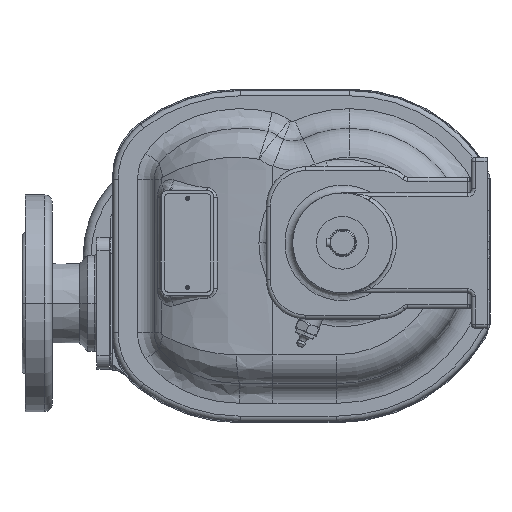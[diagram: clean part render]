
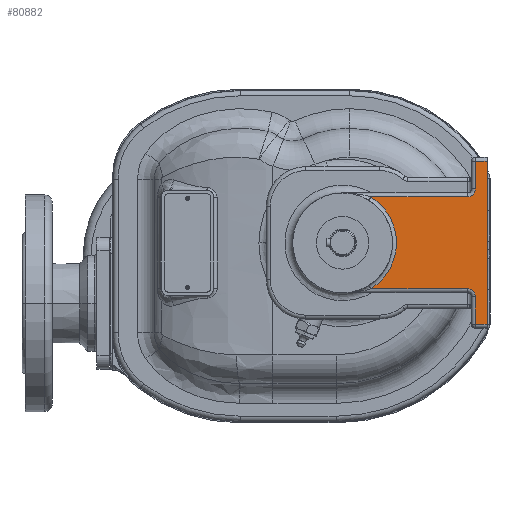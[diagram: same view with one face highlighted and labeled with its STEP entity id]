
A CAD part, left-side view. The second image highlights one B-rep face of the part: STEP entity #80882.
In plain terms, the highlighted planar face has unit normal (-1, 0, 0).
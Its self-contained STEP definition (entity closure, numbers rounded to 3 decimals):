
#31718=DIRECTION('',(0.,0.,1.));
#31719=VECTOR('',#31718,124.);
#31720=CARTESIAN_POINT('',(-225.5,20.,-62.));
#31721=LINE('',#31720,#31719);
#31722=DIRECTION('',(0.,1.,0.));
#31723=VECTOR('',#31722,9.);
#31724=CARTESIAN_POINT('',(-225.5,20.,-62.));
#31725=LINE('',#31724,#31723);
#31726=DIRECTION('',(0.,0.,1.));
#31727=VECTOR('',#31726,21.);
#31728=CARTESIAN_POINT('',(-225.5,29.,-62.));
#31729=LINE('',#31728,#31727);
#31730=DIRECTION('',(0.,-1.,0.));
#31731=VECTOR('',#31730,73.646);
#31732=CARTESIAN_POINT('',(-225.5,108.646,-35.));
#31733=LINE('',#31732,#31731);
#31734=DIRECTION('',(0.,1.,0.));
#31735=VECTOR('',#31734,73.646);
#31736=CARTESIAN_POINT('',(-225.5,35.,35.));
#31737=LINE('',#31736,#31735);
#31738=DIRECTION('',(0.,0.,1.));
#31739=VECTOR('',#31738,21.);
#31740=CARTESIAN_POINT('',(-225.5,29.,41.));
#31741=LINE('',#31740,#31739);
#31742=DIRECTION('',(0.,1.,0.));
#31743=VECTOR('',#31742,9.);
#31744=CARTESIAN_POINT('',(-225.5,20.,62.));
#31745=LINE('',#31744,#31743);
#31756=CARTESIAN_POINT('',(-225.5,35.,-41.));
#31757=DIRECTION('',(1.,0.,0.));
#31758=DIRECTION('',(0.,0.,1.));
#31759=AXIS2_PLACEMENT_3D('',#31756,#31757,#31758);
#31766=CARTESIAN_POINT('',(-225.5,108.646,-35.));
#32798=CARTESIAN_POINT('',(-225.5,35.,41.));
#32799=DIRECTION('',(1.,0.,0.));
#32800=DIRECTION('',(0.,-1.,0.));
#32801=AXIS2_PLACEMENT_3D('',#32798,#32799,#32800);
#33119=CARTESIAN_POINT('',(-225.5,130.,0.));
#33120=DIRECTION('',(1.,0.,0.));
#33121=DIRECTION('',(0.,-0.521,0.854));
#33122=AXIS2_PLACEMENT_3D('',#33119,#33120,#33121);
#44048=CARTESIAN_POINT('',(-225.5,20.,-62.));
#44049=CARTESIAN_POINT('',(-225.5,20.,62.));
#44050=VERTEX_POINT('',#44048);
#44051=VERTEX_POINT('',#44049);
#44130=VERTEX_POINT('',#31766);
#44142=CARTESIAN_POINT('',(-225.5,35.,-35.));
#44143=VERTEX_POINT('',#44142);
#44160=CARTESIAN_POINT('',(-225.5,29.,62.));
#44161=VERTEX_POINT('',#44160);
#44164=CARTESIAN_POINT('',(-225.5,29.,-62.));
#44165=VERTEX_POINT('',#44164);
#44174=CARTESIAN_POINT('',(-225.5,29.,-41.));
#44175=VERTEX_POINT('',#44174);
#44180=CARTESIAN_POINT('',(-225.5,29.,41.));
#44181=VERTEX_POINT('',#44180);
#44182=CARTESIAN_POINT('',(-225.5,35.,35.));
#44183=VERTEX_POINT('',#44182);
#44184=CARTESIAN_POINT('',(-225.5,108.646,35.));
#44185=VERTEX_POINT('',#44184);
#80857=CARTESIAN_POINT('',(-225.5,130.,0.));
#80858=DIRECTION('',(-1.,0.,0.));
#80859=DIRECTION('',(0.,0.,1.));
#80860=AXIS2_PLACEMENT_3D('',#80857,#80858,#80859);
#80861=PLANE('',#80860);
#80862=ORIENTED_EDGE('',*,*,#80821,.F.);
#80863=ORIENTED_EDGE('',*,*,#80811,.T.);
#80865=ORIENTED_EDGE('',*,*,#80864,.T.);
#80867=ORIENTED_EDGE('',*,*,#80866,.F.);
#80869=ORIENTED_EDGE('',*,*,#80868,.F.);
#80871=ORIENTED_EDGE('',*,*,#80870,.F.);
#80873=ORIENTED_EDGE('',*,*,#80872,.F.);
#80875=ORIENTED_EDGE('',*,*,#80874,.F.);
#80877=ORIENTED_EDGE('',*,*,#80876,.T.);
#80879=ORIENTED_EDGE('',*,*,#80878,.F.);
#80880=EDGE_LOOP('',(#80862,#80863,#80865,#80867,#80869,#80871,#80873,#80875,
#80877,#80879));
#80881=FACE_OUTER_BOUND('',#80880,.F.);
#80882=ADVANCED_FACE('',(#80881),#80861,.T.);
#31760=CIRCLE('',#31759,6.);
#32802=CIRCLE('',#32801,6.);
#33123=CIRCLE('',#33122,41.);
#80811=EDGE_CURVE('',#44050,#44165,#31725,.T.);
#80821=EDGE_CURVE('',#44050,#44051,#31721,.T.);
#80864=EDGE_CURVE('',#44165,#44175,#31729,.T.);
#80866=EDGE_CURVE('',#44143,#44175,#31760,.T.);
#80868=EDGE_CURVE('',#44130,#44143,#31733,.T.);
#80870=EDGE_CURVE('',#44185,#44130,#33123,.T.);
#80872=EDGE_CURVE('',#44183,#44185,#31737,.T.);
#80874=EDGE_CURVE('',#44181,#44183,#32802,.T.);
#80876=EDGE_CURVE('',#44181,#44161,#31741,.T.);
#80878=EDGE_CURVE('',#44051,#44161,#31745,.T.);
